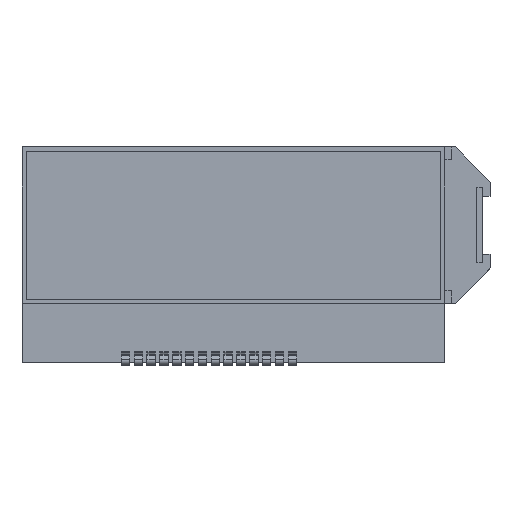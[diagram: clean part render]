
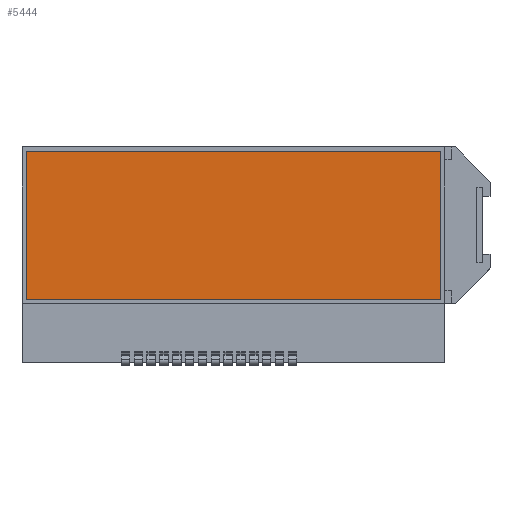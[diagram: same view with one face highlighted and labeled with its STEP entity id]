
A CAD part, top view. The second image highlights one B-rep face of the part: STEP entity #5444.
In plain terms, the highlighted planar face has unit normal (0, 0, 1).
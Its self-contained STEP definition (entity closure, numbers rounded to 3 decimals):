
#451 = ORIENTED_EDGE ( 'NONE', *, *, #4567, .F. ) ;
#1101 = VERTEX_POINT ( 'NONE', #10277 ) ;
#1378 = VERTEX_POINT ( 'NONE', #14364 ) ;
#1905 = CARTESIAN_POINT ( 'NONE',  ( 211.369, 199.923, -213.719 ) ) ;
#2555 = PLANE ( 'NONE',  #2920 ) ;
#2610 = CARTESIAN_POINT ( 'NONE',  ( 260.719, 182.223, -213.719 ) ) ;
#2775 = VECTOR ( 'NONE', #8899, 1000. ) ;
#2920 = AXIS2_PLACEMENT_3D ( 'NONE', #2610, #12376, #5071 ) ;
#3700 = VECTOR ( 'NONE', #8482, 1000. ) ;
#3726 = ORIENTED_EDGE ( 'NONE', *, *, #13940, .F. ) ;
#4214 = LINE ( 'NONE', #12656, #10717 ) ;
#4294 = CARTESIAN_POINT ( 'NONE',  ( 211.369, 200.423, -213.719 ) ) ;
#4567 = EDGE_CURVE ( 'NONE', #13580, #14930, #4214, .T. ) ;
#4718 = ORIENTED_EDGE ( 'NONE', *, *, #10282, .F. ) ;
#5071 = DIRECTION ( 'NONE',  ( 1., 0., 0. ) ) ;
#5355 = DIRECTION ( 'NONE',  ( 1., 0., 0. ) ) ;
#5444 = ADVANCED_FACE ( 'NONE', ( #10108 ), #2555, .T. ) ;
#6337 = CARTESIAN_POINT ( 'NONE',  ( 259.769, 199.923, -213.719 ) ) ;
#6959 = LINE ( 'NONE', #14564, #3700 ) ;
#8301 = LINE ( 'NONE', #4294, #11143 ) ;
#8482 = DIRECTION ( 'NONE',  ( 0., -1., 0. ) ) ;
#8899 = DIRECTION ( 'NONE',  ( -1., 0., 0. ) ) ;
#9816 = ORIENTED_EDGE ( 'NONE', *, *, #15120, .F. ) ;
#10108 = FACE_OUTER_BOUND ( 'NONE', #15423, .T. ) ;
#10277 = CARTESIAN_POINT ( 'NONE',  ( 259.769, 182.623, -213.719 ) ) ;
#10282 = EDGE_CURVE ( 'NONE', #14930, #1101, #6959, .T. ) ;
#10717 = VECTOR ( 'NONE', #5355, 1000. ) ;
#11143 = VECTOR ( 'NONE', #11624, 1000. ) ;
#11624 = DIRECTION ( 'NONE',  ( 0., 1., 0. ) ) ;
#12376 = DIRECTION ( 'NONE',  ( 0., 0., 1. ) ) ;
#12656 = CARTESIAN_POINT ( 'NONE',  ( 211.369, 199.923, -213.719 ) ) ;
#12900 = LINE ( 'NONE', #14969, #2775 ) ;
#13580 = VERTEX_POINT ( 'NONE', #1905 ) ;
#13940 = EDGE_CURVE ( 'NONE', #1101, #1378, #12900, .T. ) ;
#14364 = CARTESIAN_POINT ( 'NONE',  ( 211.369, 182.623, -213.719 ) ) ;
#14564 = CARTESIAN_POINT ( 'NONE',  ( 259.769, 199.923, -213.719 ) ) ;
#14930 = VERTEX_POINT ( 'NONE', #6337 ) ;
#14969 = CARTESIAN_POINT ( 'NONE',  ( 211.369, 182.623, -213.719 ) ) ;
#15120 = EDGE_CURVE ( 'NONE', #1378, #13580, #8301, .T. ) ;
#15423 = EDGE_LOOP ( 'NONE', ( #4718, #451, #9816, #3726 ) ) ;
